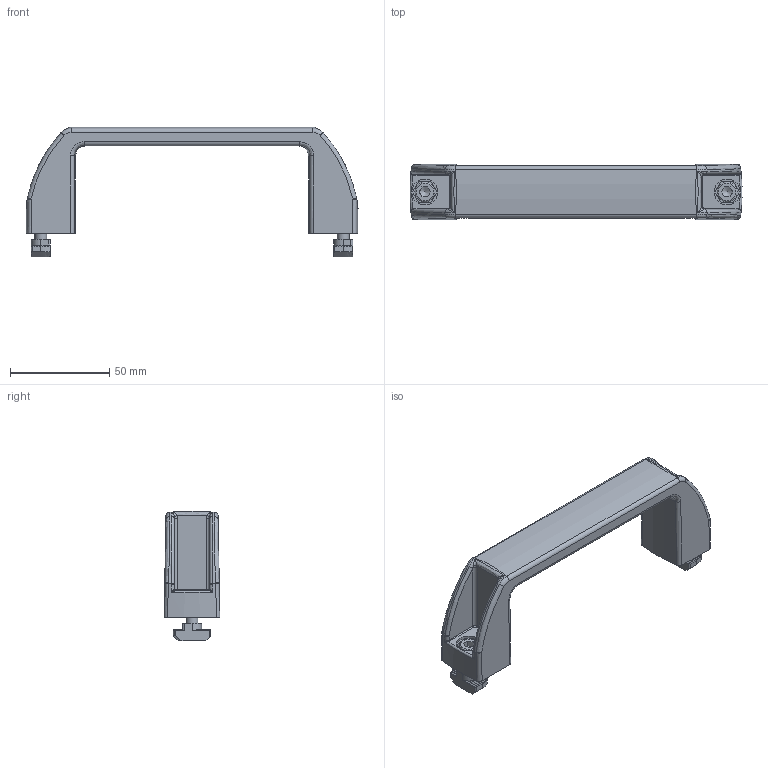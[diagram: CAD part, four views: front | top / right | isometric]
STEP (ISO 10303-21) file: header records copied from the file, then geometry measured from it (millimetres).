
FILE_DESCRIPTION(('STEP AP203'),'1');
FILE_NAME('SAFE10B1363.stp','2023-10-20T10:09:49',(' '),(' '),'Spatial InterOp 3D',' ',' ');
FILE_SCHEMA(('CONFIG_CONTROL_DESIGN'));
Length unit declared in the file: millimetre
Products named in the file (6): Kit de fixation; Vis CHC - M6x18; Ecrou tête rectangulaire 10 M6; Kit poignée PA 160 - P1045; Poignée PA 160
Assembly tree (7 placements, depth 3):
  Kit poignée PA 160 - P1045
    Kit de fixation
      Vis CHC - M6x18
      Ecrou tête rectangulaire 10 M6
    Kit de fixation
      Vis CHC - M6x18
      Ecrou tête rectangulaire 10 M6
    Poignée PA 160
Bounding box: 166.89 x 28 x 65.23 mm (x, y, z)
Volume: 65564.7 mm3; surface area: 26040.9 mm2
Topology: 5 solids, 5 shells, 328 faces, 848 edges, 534 vertices
Faces by surface type: plane 187, cylinder 63, bspline 52, torus 18, cone 4, sphere 4
Full cylindrical faces by diameter (mm): 4 x4, 5 x6, 6 x4, 6.2 x2, 10 x2, 13 x2
Entity records: 10216 total; most frequent: CARTESIAN_POINT 3738, ORIENTED_EDGE 1120, DIRECTION 1015, EDGE_CURVE 560, AXIS2_PLACEMENT_3D 389, VERTEX_POINT 361, EDGE_LOOP 272, FACE_OUTER_BOUND 253
